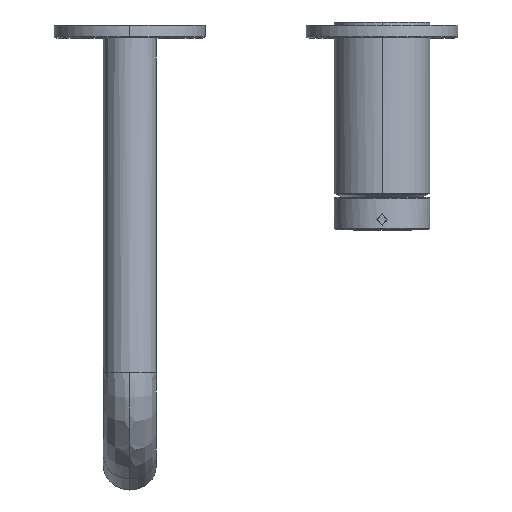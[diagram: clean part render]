
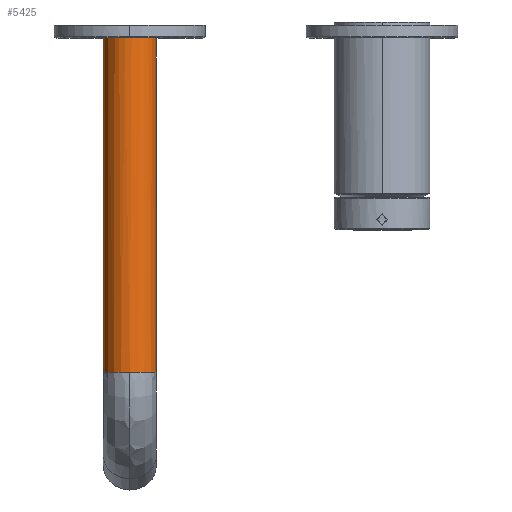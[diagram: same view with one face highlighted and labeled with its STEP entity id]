
A CAD part, top view. The second image highlights one B-rep face of the part: STEP entity #5425.
In plain terms, the highlighted cylindrical face has radius 10.5 mm (diameter 21 mm), a partial arc.
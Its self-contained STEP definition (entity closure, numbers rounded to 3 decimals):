
#5425=ADVANCED_FACE('',(#10754),#84841,.T.);
#10754=FACE_OUTER_BOUND('',#16553,.T.);
#16553=EDGE_LOOP('',(#40931,#40932,#40933,#40934,#40935));
#40931=ORIENTED_EDGE('',*,*,#56460,.T.);
#40932=ORIENTED_EDGE('',*,*,#56440,.T.);
#40933=ORIENTED_EDGE('',*,*,#56441,.T.);
#40934=ORIENTED_EDGE('',*,*,#56442,.T.);
#40935=ORIENTED_EDGE('',*,*,#56462,.T.);
#56440=EDGE_CURVE('',#79626,#79627,#68481,.T.);
#56441=EDGE_CURVE('',#79627,#79628,#71659,.T.);
#56442=EDGE_CURVE('',#79628,#79629,#68482,.T.);
#56460=EDGE_CURVE('',#79625,#79626,#68493,.T.);
#56462=EDGE_CURVE('',#79629,#79625,#68495,.T.);
#68481=B_SPLINE_CURVE_WITH_KNOTS('',1,(#181758,#181759),.UNSPECIFIED.,.F.,
 .F.,(2,2),(0.,132.57),.UNSPECIFIED.);
#68482=B_SPLINE_CURVE_WITH_KNOTS('',1,(#181765,#181766),.UNSPECIFIED.,.F.,
 .F.,(2,2),(0.,132.57),.UNSPECIFIED.);
#68493=B_SPLINE_CURVE_WITH_KNOTS('',3,(#181900,#181901,#181902,#181903,
#181904,#181905,#181906,#181907,#181908,#181909),.UNSPECIFIED.,.F.,.F.,
(4,2,2,2,4),(-16.599,-12.449,-8.299,-4.15,
0.),.UNSPECIFIED.);
#68495=B_SPLINE_CURVE_WITH_KNOTS('',3,(#181928,#181929,#181930,#181931,
#181932,#181933,#181934,#181935,#181936,#181937),.UNSPECIFIED.,.F.,.F.,
(4,2,2,2,4),(-16.599,-12.449,-8.299,-4.15,
0.),.UNSPECIFIED.);
#71659=(
BOUNDED_CURVE()
B_SPLINE_CURVE(2,(#181760,#181761,#181762,#181763,#181764),
 .UNSPECIFIED.,.F.,.F.)
B_SPLINE_CURVE_WITH_KNOTS((3,2,3),(0.,16.493,32.987),
 .UNSPECIFIED.)
CURVE()
GEOMETRIC_REPRESENTATION_ITEM()
RATIONAL_B_SPLINE_CURVE((1.,0.707,1.,0.707,1.))
REPRESENTATION_ITEM('')
);
#79625=VERTEX_POINT('',#181656);
#79626=VERTEX_POINT('',#181657);
#79627=VERTEX_POINT('',#181658);
#79628=VERTEX_POINT('',#181659);
#79629=VERTEX_POINT('',#181660);
#84841=CYLINDRICAL_SURFACE('',#91638,10.5);
#91638=AXIS2_PLACEMENT_3D('',#175143,#96015,$);
#96015=DIRECTION('',(0.,0.,-1.));
#175143=CARTESIAN_POINT('',(0.,0.,
66.285));
#181656=CARTESIAN_POINT('',(10.5,0.,132.57));
#181657=CARTESIAN_POINT('',(0.,-10.5,132.57));
#181658=CARTESIAN_POINT('',(0.,-10.5,0.));
#181659=CARTESIAN_POINT('',(0.,10.5,0.));
#181660=CARTESIAN_POINT('',(0.,10.5,132.57));
#181758=CARTESIAN_POINT('',(0.,-10.5,132.57));
#181759=CARTESIAN_POINT('',(0.,-10.5,0.));
#181760=CARTESIAN_POINT('',(0.,-10.5,0.));
#181761=CARTESIAN_POINT('',(10.5,-10.5,0.));
#181762=CARTESIAN_POINT('',(10.5,0.,0.));
#181763=CARTESIAN_POINT('',(10.5,10.5,0.));
#181764=CARTESIAN_POINT('',(0.,10.5,0.));
#181765=CARTESIAN_POINT('',(0.,10.5,0.));
#181766=CARTESIAN_POINT('',(0.,10.5,132.57));
#181900=CARTESIAN_POINT('',(10.5,0.,132.57));
#181901=CARTESIAN_POINT('',(10.5,-1.375,132.57));
#181902=CARTESIAN_POINT('',(10.227,-2.748,132.57));
#181903=CARTESIAN_POINT('',(9.175,-5.288,132.57));
#181904=CARTESIAN_POINT('',(8.397,-6.453,132.57));
#181905=CARTESIAN_POINT('',(6.453,-8.397,132.57));
#181906=CARTESIAN_POINT('',(5.288,-9.175,132.57));
#181907=CARTESIAN_POINT('',(2.748,-10.227,132.57));
#181908=CARTESIAN_POINT('',(1.375,-10.5,132.57));
#181909=CARTESIAN_POINT('',(0.,-10.5,132.57));
#181928=CARTESIAN_POINT('',(0.,10.5,132.57));
#181929=CARTESIAN_POINT('',(1.375,10.5,132.57));
#181930=CARTESIAN_POINT('',(2.748,10.227,132.57));
#181931=CARTESIAN_POINT('',(5.288,9.175,132.57));
#181932=CARTESIAN_POINT('',(6.453,8.397,132.57));
#181933=CARTESIAN_POINT('',(8.397,6.453,132.57));
#181934=CARTESIAN_POINT('',(9.175,5.288,132.57));
#181935=CARTESIAN_POINT('',(10.227,2.748,132.57));
#181936=CARTESIAN_POINT('',(10.5,1.375,132.57));
#181937=CARTESIAN_POINT('',(10.5,0.,132.57));
